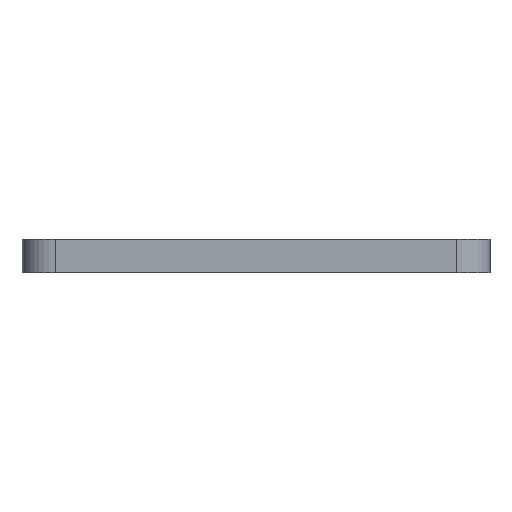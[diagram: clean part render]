
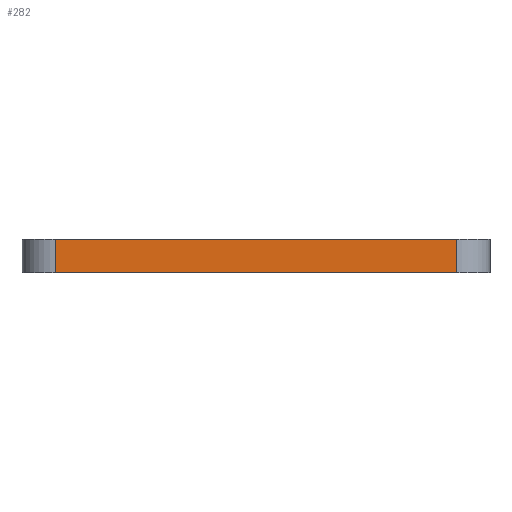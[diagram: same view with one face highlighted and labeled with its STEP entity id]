
A CAD part, front view. The second image highlights one B-rep face of the part: STEP entity #282.
In plain terms, the highlighted planar face has unit normal (0, -1, 0).
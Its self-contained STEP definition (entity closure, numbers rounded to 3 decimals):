
#2 = DIRECTION ( 'NONE',  ( 0., 1., 0. ) ) ;
#18 = CARTESIAN_POINT ( 'NONE',  ( -30., -50., 0. ) ) ;
#33 = VECTOR ( 'NONE', #522, 1000. ) ;
#34 = CARTESIAN_POINT ( 'NONE',  ( 30., -50., 5. ) ) ;
#50 = VECTOR ( 'NONE', #339, 1000. ) ;
#104 = CARTESIAN_POINT ( 'NONE',  ( -30., -50., 5. ) ) ;
#124 = VECTOR ( 'NONE', #325, 1000. ) ;
#183 = LINE ( 'NONE', #1136, #806 ) ;
#196 = EDGE_CURVE ( 'NONE', #865, #1014, #763, .T. ) ;
#212 = CARTESIAN_POINT ( 'NONE',  ( -35., -50., 5. ) ) ;
#228 = LINE ( 'NONE', #34, #50 ) ;
#254 = EDGE_LOOP ( 'NONE', ( #429, #1210, #962, #1011 ) ) ;
#282 = ADVANCED_FACE ( 'NONE', ( #639 ), #440, .F. ) ;
#325 = DIRECTION ( 'NONE',  ( 0., 0., -1. ) ) ;
#339 = DIRECTION ( 'NONE',  ( 0., 0., 1. ) ) ;
#363 = EDGE_CURVE ( 'NONE', #1014, #1066, #183, .T. ) ;
#429 = ORIENTED_EDGE ( 'NONE', *, *, #923, .F. ) ;
#431 = DIRECTION ( 'NONE',  ( 0., 0., 1. ) ) ;
#440 = PLANE ( 'NONE',  #502 ) ;
#502 = AXIS2_PLACEMENT_3D ( 'NONE', #212, #2, #431 ) ;
#510 = DIRECTION ( 'NONE',  ( 1., 0., 0. ) ) ;
#522 = DIRECTION ( 'NONE',  ( 1., 0., 0. ) ) ;
#620 = LINE ( 'NONE', #733, #33 ) ;
#639 = FACE_OUTER_BOUND ( 'NONE', #254, .T. ) ;
#643 = VERTEX_POINT ( 'NONE', #711 ) ;
#700 = CARTESIAN_POINT ( 'NONE',  ( 30., -50., 0. ) ) ;
#711 = CARTESIAN_POINT ( 'NONE',  ( 30., -50., 5. ) ) ;
#733 = CARTESIAN_POINT ( 'NONE',  ( -35., -50., 5. ) ) ;
#763 = LINE ( 'NONE', #104, #124 ) ;
#806 = VECTOR ( 'NONE', #510, 1000. ) ;
#865 = VERTEX_POINT ( 'NONE', #1204 ) ;
#923 = EDGE_CURVE ( 'NONE', #865, #643, #620, .T. ) ;
#962 = ORIENTED_EDGE ( 'NONE', *, *, #363, .T. ) ;
#1011 = ORIENTED_EDGE ( 'NONE', *, *, #1183, .T. ) ;
#1014 = VERTEX_POINT ( 'NONE', #18 ) ;
#1066 = VERTEX_POINT ( 'NONE', #700 ) ;
#1136 = CARTESIAN_POINT ( 'NONE',  ( -35., -50., 0. ) ) ;
#1183 = EDGE_CURVE ( 'NONE', #1066, #643, #228, .T. ) ;
#1204 = CARTESIAN_POINT ( 'NONE',  ( -30., -50., 5. ) ) ;
#1210 = ORIENTED_EDGE ( 'NONE', *, *, #196, .T. ) ;
